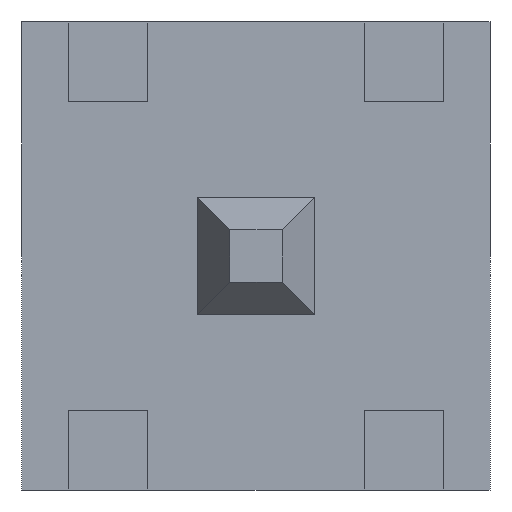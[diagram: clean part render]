
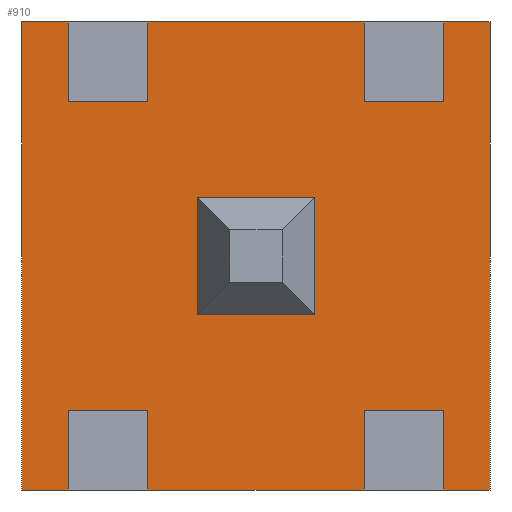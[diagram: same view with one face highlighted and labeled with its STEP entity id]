
A CAD part, front view. The second image highlights one B-rep face of the part: STEP entity #910.
In plain terms, the highlighted planar face has unit normal (0, -1, 0).
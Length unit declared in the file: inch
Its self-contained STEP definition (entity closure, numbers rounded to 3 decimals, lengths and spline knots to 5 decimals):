
#135=ORIENTED_EDGE('',*,*,#299,.F.);
#136=ORIENTED_EDGE('',*,*,#347,.F.);
#137=ORIENTED_EDGE('',*,*,#310,.T.);
#138=ORIENTED_EDGE('',*,*,#324,.T.);
#139=ORIENTED_EDGE('',*,*,#317,.F.);
#140=ORIENTED_EDGE('',*,*,#348,.F.);
#141=ORIENTED_EDGE('',*,*,#304,.T.);
#142=ORIENTED_EDGE('',*,*,#323,.T.);
#143=ORIENTED_EDGE('',*,*,#345,.T.);
#144=ORIENTED_EDGE('',*,*,#326,.T.);
#145=ORIENTED_EDGE('',*,*,#302,.T.);
#146=ORIENTED_EDGE('',*,*,#349,.T.);
#147=ORIENTED_EDGE('',*,*,#313,.F.);
#148=ORIENTED_EDGE('',*,*,#325,.T.);
#149=ORIENTED_EDGE('',*,*,#308,.T.);
#150=ORIENTED_EDGE('',*,*,#350,.T.);
#151=ORIENTED_EDGE('',*,*,#295,.F.);
#152=ORIENTED_EDGE('',*,*,#330,.T.);
#153=ORIENTED_EDGE('',*,*,#343,.T.);
#154=ORIENTED_EDGE('',*,*,#319,.T.);
#155=ORIENTED_EDGE('',*,*,#341,.F.);
#156=ORIENTED_EDGE('',*,*,#338,.F.);
#157=ORIENTED_EDGE('',*,*,#335,.F.);
#158=ORIENTED_EDGE('',*,*,#332,.F.);
#295=EDGE_CURVE('',#419,#420,#499,.T.);
#299=EDGE_CURVE('',#421,#422,#503,.T.);
#302=EDGE_CURVE('',#424,#423,#506,.T.);
#304=EDGE_CURVE('',#425,#426,#508,.T.);
#308=EDGE_CURVE('',#428,#427,#512,.T.);
#310=EDGE_CURVE('',#429,#430,#514,.T.);
#313=EDGE_CURVE('',#431,#432,#517,.T.);
#317=EDGE_CURVE('',#433,#434,#521,.T.);
#319=EDGE_CURVE('',#435,#422,#523,.T.);
#323=EDGE_CURVE('',#426,#438,#527,.T.);
#324=EDGE_CURVE('',#430,#434,#528,.T.);
#325=EDGE_CURVE('',#431,#428,#529,.T.);
#326=EDGE_CURVE('',#439,#424,#530,.T.);
#330=EDGE_CURVE('',#419,#442,#534,.T.);
#332=EDGE_CURVE('',#444,#445,#536,.T.);
#335=EDGE_CURVE('',#445,#447,#539,.T.);
#338=EDGE_CURVE('',#447,#449,#542,.T.);
#341=EDGE_CURVE('',#449,#444,#545,.T.);
#343=EDGE_CURVE('',#442,#435,#547,.T.);
#345=EDGE_CURVE('',#438,#439,#549,.T.);
#347=EDGE_CURVE('',#429,#421,#551,.T.);
#348=EDGE_CURVE('',#425,#433,#552,.T.);
#349=EDGE_CURVE('',#423,#432,#553,.T.);
#350=EDGE_CURVE('',#427,#420,#554,.T.);
#419=VERTEX_POINT('',#1286);
#420=VERTEX_POINT('',#1287);
#421=VERTEX_POINT('',#1292);
#422=VERTEX_POINT('',#1294);
#423=VERTEX_POINT('',#1298);
#424=VERTEX_POINT('',#1300);
#425=VERTEX_POINT('',#1304);
#426=VERTEX_POINT('',#1305);
#427=VERTEX_POINT('',#1310);
#428=VERTEX_POINT('',#1312);
#429=VERTEX_POINT('',#1316);
#430=VERTEX_POINT('',#1317);
#431=VERTEX_POINT('',#1322);
#432=VERTEX_POINT('',#1323);
#433=VERTEX_POINT('',#1328);
#434=VERTEX_POINT('',#1330);
#435=VERTEX_POINT('',#1334);
#438=VERTEX_POINT('',#1340);
#439=VERTEX_POINT('',#1346);
#442=VERTEX_POINT('',#1352);
#444=VERTEX_POINT('',#1357);
#445=VERTEX_POINT('',#1359);
#447=VERTEX_POINT('',#1365);
#449=VERTEX_POINT('',#1371);
#499=LINE('',#1285,#623);
#503=LINE('',#1293,#627);
#506=LINE('',#1299,#630);
#508=LINE('',#1303,#632);
#512=LINE('',#1311,#636);
#514=LINE('',#1315,#638);
#517=LINE('',#1321,#641);
#521=LINE('',#1329,#645);
#523=LINE('',#1333,#647);
#527=LINE('',#1341,#651);
#528=LINE('',#1342,#652);
#529=LINE('',#1344,#653);
#530=LINE('',#1345,#654);
#534=LINE('',#1353,#658);
#536=LINE('',#1358,#660);
#539=LINE('',#1364,#663);
#542=LINE('',#1370,#666);
#545=LINE('',#1376,#669);
#547=LINE('',#1379,#671);
#549=LINE('',#1382,#673);
#551=LINE('',#1386,#675);
#552=LINE('',#1387,#676);
#553=LINE('',#1388,#677);
#554=LINE('',#1389,#678);
#623=VECTOR('',#1045,39.37008);
#627=VECTOR('',#1051,39.37008);
#630=VECTOR('',#1056,39.37008);
#632=VECTOR('',#1060,39.37008);
#636=VECTOR('',#1066,39.37008);
#638=VECTOR('',#1070,39.37008);
#641=VECTOR('',#1075,39.37008);
#645=VECTOR('',#1081,39.37008);
#647=VECTOR('',#1085,39.37008);
#651=VECTOR('',#1089,39.37008);
#652=VECTOR('',#1090,39.37008);
#653=VECTOR('',#1093,39.37008);
#654=VECTOR('',#1094,39.37008);
#658=VECTOR('',#1098,39.37008);
#660=VECTOR('',#1102,39.37008);
#663=VECTOR('',#1107,39.37008);
#666=VECTOR('',#1112,39.37008);
#669=VECTOR('',#1117,39.37008);
#671=VECTOR('',#1121,39.37008);
#673=VECTOR('',#1125,39.37008);
#675=VECTOR('',#1131,39.37008);
#676=VECTOR('',#1132,39.37008);
#677=VECTOR('',#1133,39.37008);
#678=VECTOR('',#1134,39.37008);
#753=EDGE_LOOP('',(#135,#136,#137,#138,#139,#140,#141,#142,#143,#144,#145,
#146,#147,#148,#149,#150,#151,#152,#153,#154));
#754=EDGE_LOOP('',(#155,#156,#157,#158));
#807=FACE_BOUND('',#753,.T.);
#808=FACE_BOUND('',#754,.T.);
#860=PLANE('',#986);
#910=ADVANCED_FACE('',(#807,#808),#860,.T.);
#986=AXIS2_PLACEMENT_3D('',#1385,#1129,#1130);
#1045=DIRECTION('',(0.,0.,-1.));
#1051=DIRECTION('',(0.,0.,-1.));
#1056=DIRECTION('',(0.,0.,-1.));
#1060=DIRECTION('',(0.,0.,-1.));
#1066=DIRECTION('',(0.,0.,-1.));
#1070=DIRECTION('',(0.,0.,-1.));
#1075=DIRECTION('',(0.,0.,-1.));
#1081=DIRECTION('',(0.,0.,-1.));
#1085=DIRECTION('',(1.,0.,0.));
#1089=DIRECTION('',(1.,0.,0.));
#1090=DIRECTION('',(1.,0.,0.));
#1093=DIRECTION('',(-1.,0.,0.));
#1094=DIRECTION('',(-1.,0.,0.));
#1098=DIRECTION('',(-1.,0.,0.));
#1102=DIRECTION('',(1.,0.,0.));
#1107=DIRECTION('',(0.,0.,1.));
#1112=DIRECTION('',(-1.,0.,0.));
#1117=DIRECTION('',(0.,0.,-1.));
#1121=DIRECTION('',(0.,0.,-1.));
#1125=DIRECTION('',(0.,0.,1.));
#1129=DIRECTION('',(0.,-1.,0.));
#1130=DIRECTION('',(1.,0.,0.));
#1131=DIRECTION('',(-1.,0.,0.));
#1132=DIRECTION('',(-1.,0.,0.));
#1133=DIRECTION('',(-1.,0.,0.));
#1134=DIRECTION('',(-1.,0.,0.));
#1285=CARTESIAN_POINT('',(-0.04012,0.02,0.1));
#1286=CARTESIAN_POINT('',(-0.04012,0.02,0.05));
#1287=CARTESIAN_POINT('',(-0.04012,0.02,0.033));
#1292=CARTESIAN_POINT('',(-0.04012,0.02,-0.033));
#1293=CARTESIAN_POINT('',(-0.04012,0.02,0.1));
#1294=CARTESIAN_POINT('',(-0.04012,0.02,-0.05));
#1298=CARTESIAN_POINT('',(0.04012,0.02,0.033));
#1299=CARTESIAN_POINT('',(0.04012,0.02,0.1));
#1300=CARTESIAN_POINT('',(0.04012,0.02,0.05));
#1303=CARTESIAN_POINT('',(0.04012,0.02,0.1));
#1304=CARTESIAN_POINT('',(0.04012,0.02,-0.033));
#1305=CARTESIAN_POINT('',(0.04012,0.02,-0.05));
#1310=CARTESIAN_POINT('',(-0.02312,0.02,0.033));
#1311=CARTESIAN_POINT('',(-0.02312,0.02,0.1));
#1312=CARTESIAN_POINT('',(-0.02312,0.02,0.05));
#1315=CARTESIAN_POINT('',(-0.02312,0.02,0.1));
#1316=CARTESIAN_POINT('',(-0.02312,0.02,-0.033));
#1317=CARTESIAN_POINT('',(-0.02312,0.02,-0.05));
#1321=CARTESIAN_POINT('',(0.02312,0.02,0.1));
#1322=CARTESIAN_POINT('',(0.02312,0.02,0.05));
#1323=CARTESIAN_POINT('',(0.02312,0.02,0.033));
#1328=CARTESIAN_POINT('',(0.02312,0.02,-0.033));
#1329=CARTESIAN_POINT('',(0.02312,0.02,0.1));
#1330=CARTESIAN_POINT('',(0.02312,0.02,-0.05));
#1333=CARTESIAN_POINT('',(0.05,0.02,-0.05));
#1334=CARTESIAN_POINT('',(-0.05,0.02,-0.05));
#1340=CARTESIAN_POINT('',(0.05,0.02,-0.05));
#1341=CARTESIAN_POINT('',(0.05,0.02,-0.05));
#1342=CARTESIAN_POINT('',(0.05,0.02,-0.05));
#1344=CARTESIAN_POINT('',(-0.05,0.02,0.05));
#1345=CARTESIAN_POINT('',(-0.05,0.02,0.05));
#1346=CARTESIAN_POINT('',(0.05,0.02,0.05));
#1352=CARTESIAN_POINT('',(-0.05,0.02,0.05));
#1353=CARTESIAN_POINT('',(-0.05,0.02,0.05));
#1357=CARTESIAN_POINT('',(-0.0125,0.02,-0.0125));
#1358=CARTESIAN_POINT('',(0.0125,0.02,-0.0125));
#1359=CARTESIAN_POINT('',(0.0125,0.02,-0.0125));
#1364=CARTESIAN_POINT('',(0.0125,0.02,0.0125));
#1365=CARTESIAN_POINT('',(0.0125,0.02,0.0125));
#1370=CARTESIAN_POINT('',(-0.0125,0.02,0.0125));
#1371=CARTESIAN_POINT('',(-0.0125,0.02,0.0125));
#1376=CARTESIAN_POINT('',(-0.0125,0.02,-0.0125));
#1379=CARTESIAN_POINT('',(-0.05,0.02,-0.05));
#1382=CARTESIAN_POINT('',(0.05,0.02,0.05));
#1385=CARTESIAN_POINT('',(-0.04012,0.02,0.1));
#1386=CARTESIAN_POINT('',(0.1,0.02,-0.033));
#1387=CARTESIAN_POINT('',(0.1,0.02,-0.033));
#1388=CARTESIAN_POINT('',(0.1,0.02,0.033));
#1389=CARTESIAN_POINT('',(0.1,0.02,0.033));
